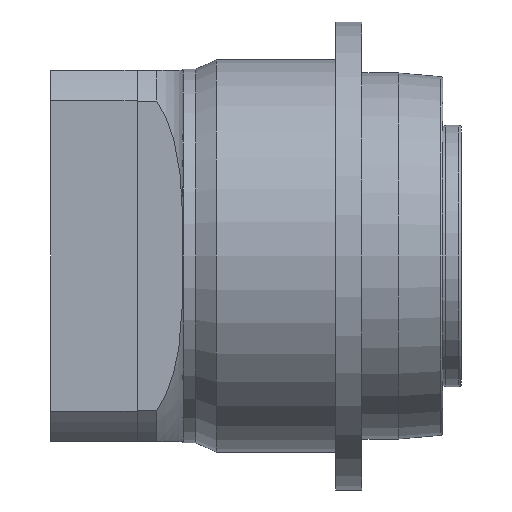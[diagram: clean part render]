
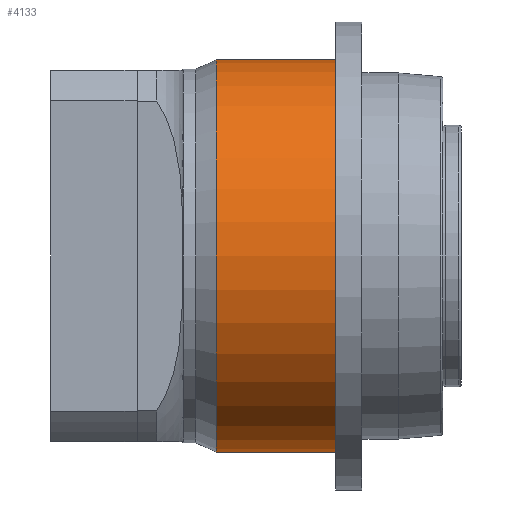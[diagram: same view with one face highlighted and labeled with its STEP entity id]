
A CAD part, front view. The second image highlights one B-rep face of the part: STEP entity #4133.
In plain terms, the highlighted cylindrical face has radius 75 mm (diameter 150 mm), a partial arc.
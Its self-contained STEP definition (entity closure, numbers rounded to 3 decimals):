
#631=DIRECTION('',(1.,0.,0.));
#632=VECTOR('',#631,45.7);
#633=CARTESIAN_POINT('',(63.3,0.,-75.));
#634=LINE('',#633,#632);
#635=DIRECTION('',(1.,0.,0.));
#636=VECTOR('',#635,45.7);
#637=CARTESIAN_POINT('',(63.3,0.,75.));
#638=LINE('',#637,#636);
#644=CARTESIAN_POINT('',(63.3,0.,0.));
#645=DIRECTION('',(-1.,0.,0.));
#646=DIRECTION('',(0.,0.,-1.));
#647=AXIS2_PLACEMENT_3D('',#644,#645,#646);
#649=CARTESIAN_POINT('',(109.,0.,0.));
#650=DIRECTION('',(-1.,0.,0.));
#651=DIRECTION('',(0.,0.,-1.));
#652=AXIS2_PLACEMENT_3D('',#649,#650,#651);
#2482=CARTESIAN_POINT('',(63.3,0.,-75.));
#2484=VERTEX_POINT('',#2482);
#2485=CARTESIAN_POINT('',(109.,0.,-75.));
#2486=VERTEX_POINT('',#2485);
#2504=CARTESIAN_POINT('',(63.3,0.,75.));
#2506=VERTEX_POINT('',#2504);
#2507=CARTESIAN_POINT('',(109.,0.,75.));
#2508=VERTEX_POINT('',#2507);
#4121=CARTESIAN_POINT('',(162.325,0.,0.));
#4122=DIRECTION('',(-1.,0.,0.));
#4123=DIRECTION('',(0.,0.,1.));
#4124=AXIS2_PLACEMENT_3D('',#4121,#4122,#4123);
#4125=CYLINDRICAL_SURFACE('',#4124,75.);
#4126=ORIENTED_EDGE('',*,*,#4104,.F.);
#4127=ORIENTED_EDGE('',*,*,#4067,.T.);
#4128=ORIENTED_EDGE('',*,*,#4108,.T.);
#4130=ORIENTED_EDGE('',*,*,#4129,.F.);
#4131=EDGE_LOOP('',(#4126,#4127,#4128,#4130));
#4132=FACE_OUTER_BOUND('',#4131,.F.);
#648=CIRCLE('',#647,75.);
#653=CIRCLE('',#652,75.);
#4067=EDGE_CURVE('',#2484,#2506,#648,.T.);
#4104=EDGE_CURVE('',#2484,#2486,#634,.T.);
#4108=EDGE_CURVE('',#2506,#2508,#638,.T.);
#4129=EDGE_CURVE('',#2486,#2508,#653,.T.);
#4133=ADVANCED_FACE('',(#4132),#4125,.T.);
